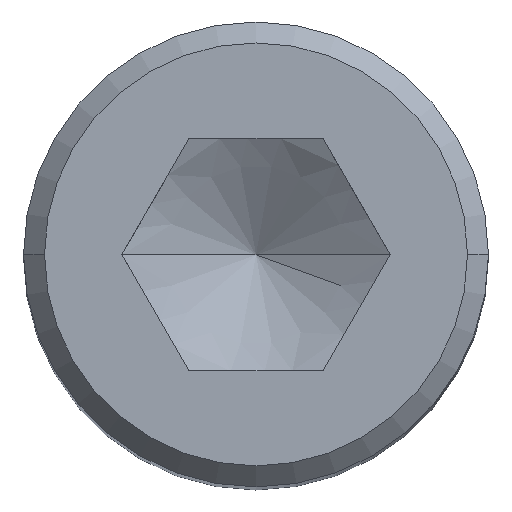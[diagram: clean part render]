
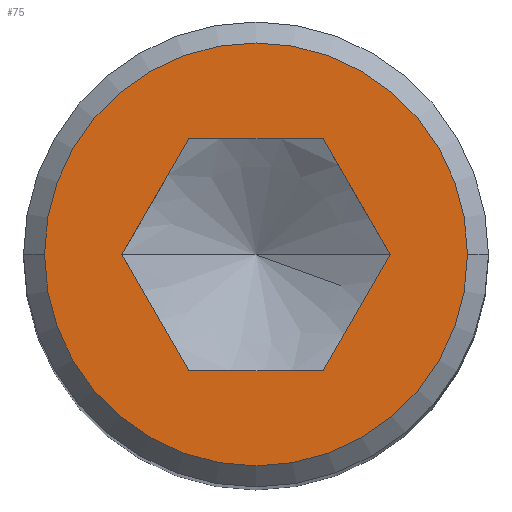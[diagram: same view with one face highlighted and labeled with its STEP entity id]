
A CAD part, top view. The second image highlights one B-rep face of the part: STEP entity #75.
In plain terms, the highlighted planar face has unit normal (0, 0, 1).
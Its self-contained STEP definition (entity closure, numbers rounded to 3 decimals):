
#75=ADVANCED_FACE('',(#147,#148),#149,.T.);
#147=FACE_BOUND('',#221,.T.);
#148=FACE_OUTER_BOUND('',#222,.T.);
#149=PLANE('',#223);
#221=EDGE_LOOP('',(#339,#340,#341,#342,#343,#344));
#222=EDGE_LOOP('',(#345,#346));
#223=AXIS2_PLACEMENT_3D('',#347,#348,#349);
#339=ORIENTED_EDGE('',*,*,#437,.T.);
#340=ORIENTED_EDGE('',*,*,#442,.T.);
#341=ORIENTED_EDGE('',*,*,#446,.T.);
#342=ORIENTED_EDGE('',*,*,#454,.T.);
#343=ORIENTED_EDGE('',*,*,#451,.T.);
#344=ORIENTED_EDGE('',*,*,#448,.T.);
#345=ORIENTED_EDGE('',*,*,#415,.T.);
#346=ORIENTED_EDGE('',*,*,#456,.T.);
#347=CARTESIAN_POINT('',(2.231,0.0,0.));
#348=DIRECTION('',(0.0,0.0,1.0));
#349=DIRECTION('',(1.0,0.0,0.0));
#415=EDGE_CURVE('',#474,#478,#480,.T.);
#437=EDGE_CURVE('',#515,#513,#516,.T.);
#442=EDGE_CURVE('',#513,#521,#523,.T.);
#446=EDGE_CURVE('',#521,#526,#528,.T.);
#448=EDGE_CURVE('',#530,#515,#531,.T.);
#451=EDGE_CURVE('',#534,#530,#535,.T.);
#454=EDGE_CURVE('',#526,#534,#538,.T.);
#456=EDGE_CURVE('',#478,#474,#540,.T.);
#474=VERTEX_POINT('',#561);
#478=VERTEX_POINT('',#566);
#480=CIRCLE('',#569,2.729);
#513=VERTEX_POINT('',#646);
#515=VERTEX_POINT('',#649);
#516=LINE('',#650,#651);
#521=VERTEX_POINT('',#666);
#523=LINE('',#669,#670);
#526=VERTEX_POINT('',#682);
#528=LINE('',#685,#686);
#530=VERTEX_POINT('',#688);
#531=LINE('',#689,#690);
#534=VERTEX_POINT('',#694);
#535=LINE('',#695,#696);
#538=LINE('',#700,#701);
#540=CIRCLE('',#703,2.729);
#561=CARTESIAN_POINT('',(2.729,0.0,0.0));
#566=CARTESIAN_POINT('',(-2.729,0.,0.0));
#569=AXIS2_PLACEMENT_3D('',#727,#728,#729);
#646=CARTESIAN_POINT('',(0.866,-1.5,0.));
#649=CARTESIAN_POINT('',(1.732,0.0,0.));
#650=CARTESIAN_POINT('',(1.083,-1.125,0.));
#651=VECTOR('',#748,10.0);
#666=CARTESIAN_POINT('',(-0.866,-1.5,0.));
#669=CARTESIAN_POINT('',(-0.433,-1.5,0.));
#670=VECTOR('',#751,10.0);
#682=CARTESIAN_POINT('',(-1.732,0.,0.));
#685=CARTESIAN_POINT('',(-1.516,-0.375,0.));
#686=VECTOR('',#753,10.0);
#688=CARTESIAN_POINT('',(0.866,1.5,0.));
#689=CARTESIAN_POINT('',(1.516,0.375,0.));
#690=VECTOR('',#754,10.0);
#694=CARTESIAN_POINT('',(-0.866,1.5,0.));
#695=CARTESIAN_POINT('',(0.433,1.5,0.));
#696=VECTOR('',#756,10.0);
#700=CARTESIAN_POINT('',(-1.083,1.125,0.));
#701=VECTOR('',#758,10.0);
#703=AXIS2_PLACEMENT_3D('',#759,#760,#761);
#727=CARTESIAN_POINT('',(0.0,0.0,0.0));
#728=DIRECTION('',(0.0,0.0,1.0));
#729=DIRECTION('',(1.0,0.0,0.0));
#748=DIRECTION('',(-0.5,-0.866,-0.0));
#751=DIRECTION('',(-1.0,0.0,0.0));
#753=DIRECTION('',(-0.5,0.866,0.0));
#754=DIRECTION('',(0.5,-0.866,0.0));
#756=DIRECTION('',(1.0,0.,0.0));
#758=DIRECTION('',(0.5,0.866,0.0));
#759=CARTESIAN_POINT('',(0.0,0.0,0.0));
#760=DIRECTION('',(0.0,0.0,1.0));
#761=DIRECTION('',(1.0,0.0,0.0));
